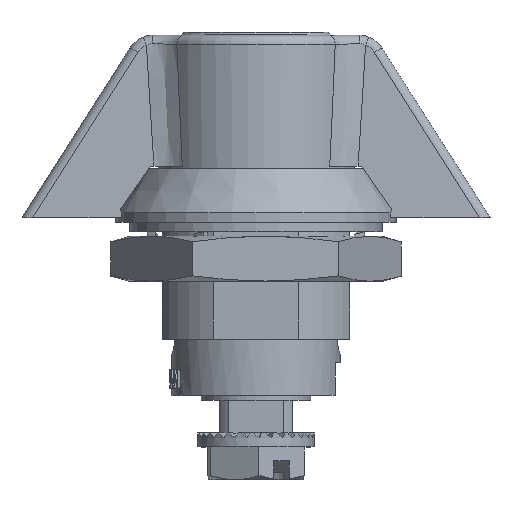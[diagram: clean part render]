
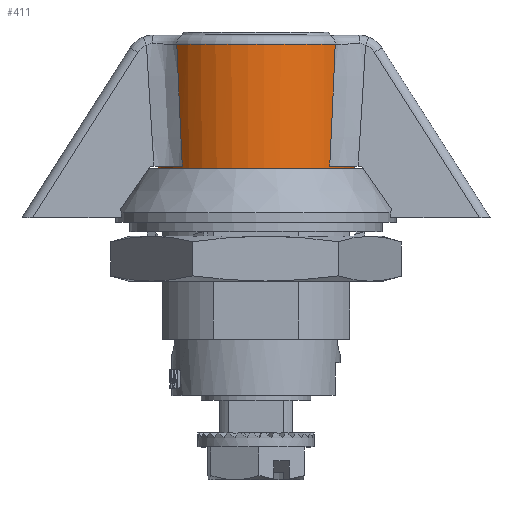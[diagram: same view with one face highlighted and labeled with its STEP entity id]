
A CAD part, top view. The second image highlights one B-rep face of the part: STEP entity #411.
In plain terms, the highlighted cylindrical face has radius 10.5 mm (diameter 21 mm), a full revolution.
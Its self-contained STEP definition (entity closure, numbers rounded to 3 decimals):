
#411=ADVANCED_FACE('',(#1023,#1024),#1025,.T.);
#1023=FACE_OUTER_BOUND('',#2814,.T.);
#1024=FACE_OUTER_BOUND('',#2815,.T.);
#1025=CYLINDRICAL_SURFACE('',#2816,10.5);
#2814=EDGE_LOOP('',(#4715,#4716,#4717,#4718,#4719,#4720,#4721,#4722));
#2815=EDGE_LOOP('',(#4723,#4724,#4725,#4726));
#2816=AXIS2_PLACEMENT_3D('',#4727,#4728,#4729);
#4715=ORIENTED_EDGE('',*,*,#8178,.T.);
#4716=ORIENTED_EDGE('',*,*,#8101,.T.);
#4717=ORIENTED_EDGE('',*,*,#8091,.T.);
#4718=ORIENTED_EDGE('',*,*,#8182,.T.);
#4719=ORIENTED_EDGE('',*,*,#8171,.T.);
#4720=ORIENTED_EDGE('',*,*,#8183,.T.);
#4721=ORIENTED_EDGE('',*,*,#8176,.T.);
#4722=ORIENTED_EDGE('',*,*,#8184,.T.);
#4723=ORIENTED_EDGE('',*,*,#8185,.F.);
#4724=ORIENTED_EDGE('',*,*,#8186,.T.);
#4725=ORIENTED_EDGE('',*,*,#8187,.F.);
#4726=ORIENTED_EDGE('',*,*,#8188,.F.);
#4727=CARTESIAN_POINT('',(0.,-1.7,0.));
#4728=DIRECTION('',(0.,1.0,0.));
#4729=DIRECTION('',(1.0,0.,0.));
#8091=EDGE_CURVE('',#9477,#9478,#9479,.F.);
#8101=EDGE_CURVE('',#9492,#9477,#9496,.T.);
#8171=EDGE_CURVE('',#9614,#9530,#9615,.F.);
#8176=EDGE_CURVE('',#9541,#9621,#9623,.F.);
#8178=EDGE_CURVE('',#9626,#9492,#9627,.F.);
#8182=EDGE_CURVE('',#9478,#9614,#9631,.F.);
#8183=EDGE_CURVE('',#9530,#9541,#9632,.T.);
#8184=EDGE_CURVE('',#9621,#9626,#9633,.F.);
#8185=EDGE_CURVE('',#9634,#9635,#9636,.T.);
#8186=EDGE_CURVE('',#9634,#9637,#9638,.T.);
#8187=EDGE_CURVE('',#9639,#9637,#9640,.T.);
#8188=EDGE_CURVE('',#9635,#9639,#9641,.T.);
#9477=VERTEX_POINT('',#12869);
#9478=VERTEX_POINT('',#12870);
#9479=ELLIPSE('',#12871,188.823,10.5);
#9492=VERTEX_POINT('',#12918);
#9496=CIRCLE('',#12922,10.5);
#9530=VERTEX_POINT('',#12998);
#9541=VERTEX_POINT('',#13039);
#9614=VERTEX_POINT('',#13295);
#9615=ELLIPSE('',#13296,188.823,10.5);
#9621=VERTEX_POINT('',#13311);
#9623=ELLIPSE('',#13322,188.823,10.5);
#9626=VERTEX_POINT('',#13325);
#9627=ELLIPSE('',#13326,188.823,10.5);
#9631=CIRCLE('',#13341,10.5);
#9632=CIRCLE('',#13342,10.5);
#9633=CIRCLE('',#13343,10.5);
#9634=VERTEX_POINT('',#13344);
#9635=VERTEX_POINT('',#13345);
#9636=CIRCLE('',#13346,10.5);
#9637=VERTEX_POINT('',#13347);
#9638=LINE('',#13348,#13349);
#9639=VERTEX_POINT('',#13350);
#9640=CIRCLE('',#13351,10.5);
#9641=LINE('',#13352,#13353);
#12869=CARTESIAN_POINT('',(8.46,13.3,-6.22));
#12870=CARTESIAN_POINT('',(7.876,0.3,-6.944));
#12871=AXIS2_PLACEMENT_3D('',#16434,#16435,#16436);
#12918=CARTESIAN_POINT('',(-8.46,13.3,-6.22));
#12922=AXIS2_PLACEMENT_3D('',#16452,#16453,#16454);
#12998=CARTESIAN_POINT('',(8.46,13.3,6.22));
#13039=CARTESIAN_POINT('',(-8.46,13.3,6.22));
#13295=CARTESIAN_POINT('',(7.876,0.3,6.944));
#13296=AXIS2_PLACEMENT_3D('',#16567,#16568,#16569);
#13311=CARTESIAN_POINT('',(-7.876,0.3,6.944));
#13322=AXIS2_PLACEMENT_3D('',#16576,#16577,#16578);
#13325=CARTESIAN_POINT('',(-7.876,0.3,-6.944));
#13326=AXIS2_PLACEMENT_3D('',#16582,#16583,#16584);
#13341=AXIS2_PLACEMENT_3D('',#16587,#16588,#16589);
#13342=AXIS2_PLACEMENT_3D('',#16590,#16591,#16592);
#13343=AXIS2_PLACEMENT_3D('',#16593,#16594,#16595);
#13344=CARTESIAN_POINT('',(-2.5,-1.7,10.198));
#13345=CARTESIAN_POINT('',(2.5,-1.7,10.198));
#13346=AXIS2_PLACEMENT_3D('',#16596,#16597,#16598);
#13347=CARTESIAN_POINT('',(-2.5,-3.2,10.198));
#13348=CARTESIAN_POINT('',(-2.5,134.971,10.198));
#13349=VECTOR('',#16599,1.0);
#13350=CARTESIAN_POINT('',(2.5,-3.2,10.198));
#13351=AXIS2_PLACEMENT_3D('',#16600,#16601,#16602);
#13352=CARTESIAN_POINT('',(2.5,134.971,10.198));
#13353=VECTOR('',#16603,1.0);
#16434=CARTESIAN_POINT('',(0.,124.975,0.));
#16435=DIRECTION('',(0.,-0.056,0.998));
#16436=DIRECTION('',(0.,0.998,0.056));
#16452=CARTESIAN_POINT('',(0.,13.3,0.));
#16453=DIRECTION('',(0.,-1.0,0.));
#16454=DIRECTION('',(0.,0.,1.0));
#16567=CARTESIAN_POINT('',(0.,124.975,0.));
#16568=DIRECTION('',(0.,-0.056,-0.998));
#16569=DIRECTION('',(0.,0.998,-0.056));
#16576=CARTESIAN_POINT('',(0.,124.975,0.));
#16577=DIRECTION('',(0.,-0.056,-0.998));
#16578=DIRECTION('',(0.,0.998,-0.056));
#16582=CARTESIAN_POINT('',(0.,124.975,0.));
#16583=DIRECTION('',(0.,-0.056,0.998));
#16584=DIRECTION('',(0.,0.998,0.056));
#16587=CARTESIAN_POINT('',(0.,0.3,0.));
#16588=DIRECTION('',(0.,1.0,0.));
#16589=DIRECTION('',(0.,0.,-1.0));
#16590=CARTESIAN_POINT('',(0.,13.3,0.));
#16591=DIRECTION('',(0.,-1.0,0.));
#16592=DIRECTION('',(0.,0.,1.0));
#16593=CARTESIAN_POINT('',(0.,0.3,0.));
#16594=DIRECTION('',(0.,1.0,0.));
#16595=DIRECTION('',(0.,0.,-1.0));
#16596=CARTESIAN_POINT('',(0.,-1.7,0.));
#16597=DIRECTION('',(0.,-1.0,0.));
#16598=DIRECTION('',(-1.0,0.,0.));
#16599=DIRECTION('',(0.,-1.0,0.));
#16600=CARTESIAN_POINT('',(0.,-3.2,0.));
#16601=DIRECTION('',(0.,-1.0,0.));
#16602=DIRECTION('',(-1.0,0.,0.));
#16603=DIRECTION('',(0.,-1.0,0.));
